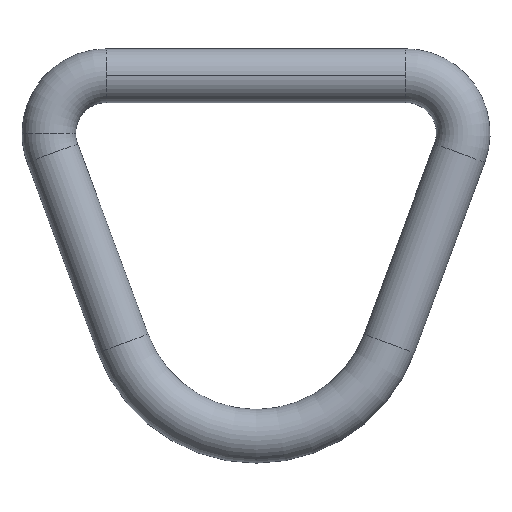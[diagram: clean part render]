
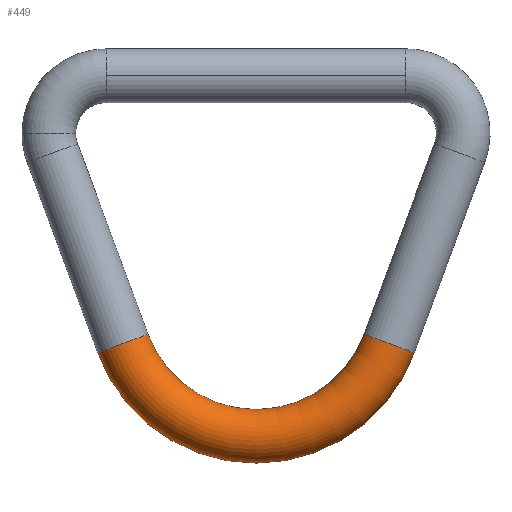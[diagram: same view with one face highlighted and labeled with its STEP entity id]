
A CAD part, top view. The second image highlights one B-rep face of the part: STEP entity #449.
In plain terms, the highlighted toroidal (fillet/blend) face has major radius 18.5 mm and minor radius 3.5 mm.
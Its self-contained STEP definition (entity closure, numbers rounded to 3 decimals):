
#6 = VERTEX_POINT ( 'NONE', #423 ) ;
#27 = FACE_OUTER_BOUND ( 'NONE', #128, .T. ) ;
#73 = VERTEX_POINT ( 'NONE', #432 ) ;
#88 = VERTEX_POINT ( 'NONE', #420 ) ;
#101 = VERTEX_POINT ( 'NONE', #418 ) ;
#113 = ORIENTED_EDGE ( 'NONE', *, *, #434, .F. ) ;
#114 = ORIENTED_EDGE ( 'NONE', *, *, #441, .F. ) ;
#116 = ORIENTED_EDGE ( 'NONE', *, *, #452, .T. ) ;
#119 = ORIENTED_EDGE ( 'NONE', *, *, #439, .T. ) ;
#128 = EDGE_LOOP ( 'NONE', ( #119, #116, #113, #114 ) ) ;
#206 = TOROIDAL_SURFACE ( 'NONE', #212, 18.5, 3.5 ) ;
#212 = AXIS2_PLACEMENT_3D ( 'NONE', #291, #292, #293 ) ;
#226 = AXIS2_PLACEMENT_3D ( 'NONE', #300, #305, #306 ) ;
#227 = CIRCLE ( 'NONE', #226, 22. ) ;
#229 = AXIS2_PLACEMENT_3D ( 'NONE', #413, #414, #415 ) ;
#232 = AXIS2_PLACEMENT_3D ( 'NONE', #271, #273, #270 ) ;
#235 = CIRCLE ( 'NONE', #232, 15. ) ;
#237 = AXIS2_PLACEMENT_3D ( 'NONE', #396, #406, #395 ) ;
#238 = CIRCLE ( 'NONE', #229, 3.5 ) ;
#244 = CIRCLE ( 'NONE', #237, 3.5 ) ;
#270 = DIRECTION ( 'NONE',  ( 1., 0., 0. ) ) ;
#271 = CARTESIAN_POINT ( 'NONE',  ( 0., 0., 0. ) ) ;
#273 = DIRECTION ( 'NONE',  ( 0., 0., 1. ) ) ;
#291 = CARTESIAN_POINT ( 'NONE',  ( 0., 0., 0. ) ) ;
#292 = DIRECTION ( 'NONE',  ( 0., 0., 1. ) ) ;
#293 = DIRECTION ( 'NONE',  ( 1., 0., 0. ) ) ;
#300 = CARTESIAN_POINT ( 'NONE',  ( 0., 0., 0. ) ) ;
#305 = DIRECTION ( 'NONE',  ( 0., 0., 1. ) ) ;
#306 = DIRECTION ( 'NONE',  ( 1., 0., 0. ) ) ;
#395 = DIRECTION ( 'NONE',  ( 0., 0., -1. ) ) ;
#396 = CARTESIAN_POINT ( 'NONE',  ( -17.35, -6.42, 0. ) ) ;
#406 = DIRECTION ( 'NONE',  ( 0.347, -0.938, 0. ) ) ;
#413 = CARTESIAN_POINT ( 'NONE',  ( 17.35, -6.42, 0. ) ) ;
#414 = DIRECTION ( 'NONE',  ( 0.347, 0.938, 0. ) ) ;
#415 = DIRECTION ( 'NONE',  ( 0., 0., -1. ) ) ;
#418 = CARTESIAN_POINT ( 'NONE',  ( 14.068, -5.206, 0. ) ) ;
#420 = CARTESIAN_POINT ( 'NONE',  ( -14.068, -5.206, 0. ) ) ;
#423 = CARTESIAN_POINT ( 'NONE',  ( -20.633, -7.635, 0. ) ) ;
#432 = CARTESIAN_POINT ( 'NONE',  ( 20.633, -7.635, 0. ) ) ;
#434 = EDGE_CURVE ( 'NONE', #101, #73, #238, .T. ) ;
#439 = EDGE_CURVE ( 'NONE', #88, #6, #244, .T. ) ;
#441 = EDGE_CURVE ( 'NONE', #88, #101, #235, .T. ) ;
#449 = ADVANCED_FACE ( 'NONE', ( #27 ), #206, .T. ) ;
#452 = EDGE_CURVE ( 'NONE', #6, #73, #227, .T. ) ;
